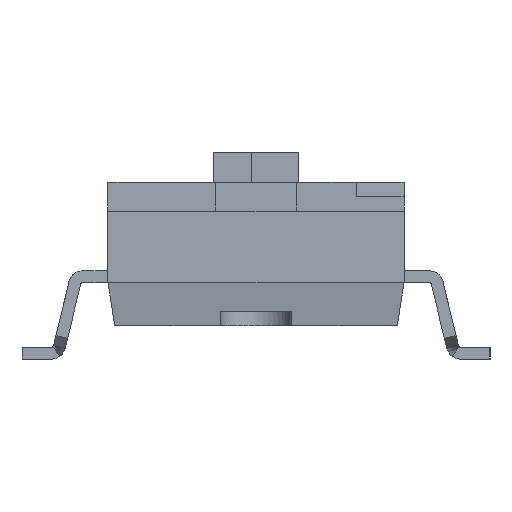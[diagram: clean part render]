
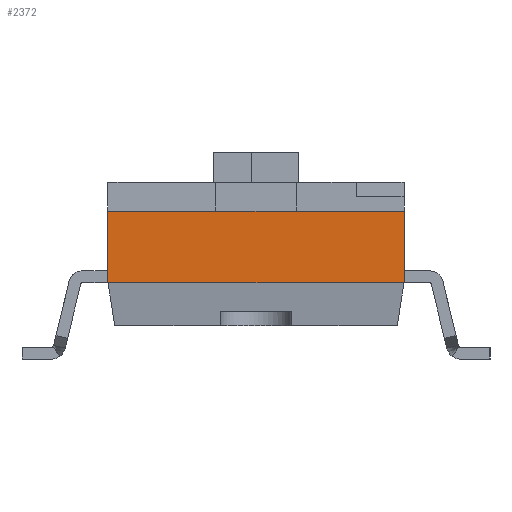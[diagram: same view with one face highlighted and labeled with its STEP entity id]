
A CAD part, left-side view. The second image highlights one B-rep face of the part: STEP entity #2372.
In plain terms, the highlighted planar face has unit normal (-1, 0, 0).
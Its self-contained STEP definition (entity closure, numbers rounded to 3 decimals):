
#2372=ADVANCED_FACE('',(#3885),#26074,.T.);
#3885=FACE_OUTER_BOUND('',#5456,.T.);
#5456=EDGE_LOOP('',(#8833,#8834,#8835,#8836));
#8833=ORIENTED_EDGE('',*,*,#15796,.T.);
#8834=ORIENTED_EDGE('',*,*,#15849,.T.);
#8835=ORIENTED_EDGE('',*,*,#15822,.F.);
#8836=ORIENTED_EDGE('',*,*,#15621,.F.);
#15621=EDGE_CURVE('',#23309,#23310,#19928,.T.);
#15796=EDGE_CURVE('',#23309,#23315,#20103,.T.);
#15822=EDGE_CURVE('',#23310,#23335,#20129,.T.);
#15849=EDGE_CURVE('',#23315,#23335,#20156,.T.);
#19928=B_SPLINE_CURVE_WITH_KNOTS('',1,(#33879,#33880,#33881,#33882),
 .UNSPECIFIED.,.F.,.F.,(2,1,1,2),(0.,2.25,3.95,6.2),
 .UNSPECIFIED.);
#20103=B_SPLINE_CURVE_WITH_KNOTS('',1,(#34231,#34232),.UNSPECIFIED.,.F.,
 .F.,(2,2),(-1.5,0.),.UNSPECIFIED.);
#20129=B_SPLINE_CURVE_WITH_KNOTS('',1,(#34283,#34284),.UNSPECIFIED.,.F.,
 .F.,(2,2),(-1.5,0.),.UNSPECIFIED.);
#20156=B_SPLINE_CURVE_WITH_KNOTS('',1,(#34337,#34338),.UNSPECIFIED.,.F.,
 .F.,(2,2),(-6.2,0.),.UNSPECIFIED.);
#23309=VERTEX_POINT('',#33493);
#23310=VERTEX_POINT('',#33494);
#23315=VERTEX_POINT('',#33499);
#23335=VERTEX_POINT('',#33519);
#26074=PLANE('',#27178);
#27178=AXIS2_PLACEMENT_3D('',#33444,#28266,$);
#28266=DIRECTION('',(-1.,0.,0.));
#33444=CARTESIAN_POINT('',(-10.63,-3.732,1.473));
#33493=CARTESIAN_POINT('',(-10.63,3.1,3.135));
#33494=CARTESIAN_POINT('',(-10.63,-3.1,3.135));
#33499=CARTESIAN_POINT('',(-10.63,3.1,1.635));
#33519=CARTESIAN_POINT('',(-10.63,-3.1,1.635));
#33879=CARTESIAN_POINT('',(-10.63,3.1,3.135));
#33880=CARTESIAN_POINT('',(-10.63,0.85,3.135));
#33881=CARTESIAN_POINT('',(-10.63,-0.85,3.135));
#33882=CARTESIAN_POINT('',(-10.63,-3.1,3.135));
#34231=CARTESIAN_POINT('',(-10.63,3.1,3.135));
#34232=CARTESIAN_POINT('',(-10.63,3.1,1.635));
#34283=CARTESIAN_POINT('',(-10.63,-3.1,3.135));
#34284=CARTESIAN_POINT('',(-10.63,-3.1,1.635));
#34337=CARTESIAN_POINT('',(-10.63,3.1,1.635));
#34338=CARTESIAN_POINT('',(-10.63,-3.1,1.635));
